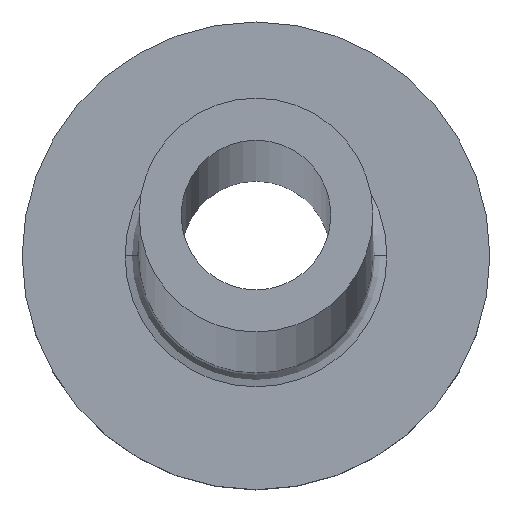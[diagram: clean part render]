
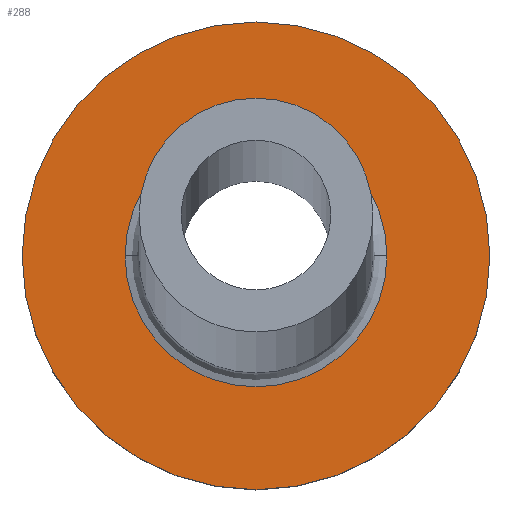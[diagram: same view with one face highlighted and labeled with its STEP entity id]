
A CAD part, top view. The second image highlights one B-rep face of the part: STEP entity #288.
In plain terms, the highlighted planar face has unit normal (0, 0, 1).
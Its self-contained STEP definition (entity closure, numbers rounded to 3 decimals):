
#1 = EDGE_CURVE ( 'NONE', #182, #237, #366, .T. ) ;
#4 = EDGE_CURVE ( 'NONE', #181, #225, #120, .T. ) ;
#6 = ORIENTED_EDGE ( 'NONE', *, *, #1, .T. ) ;
#20 = EDGE_CURVE ( 'NONE', #237, #182, #91, .T. ) ;
#28 = EDGE_CURVE ( 'NONE', #225, #181, #129, .T. ) ;
#64 = CARTESIAN_POINT ( 'NONE',  ( 0., 0., 3. ) ) ;
#66 = DIRECTION ( 'NONE',  ( 1., 0., 0. ) ) ;
#68 = CARTESIAN_POINT ( 'NONE',  ( -5., 0., 3. ) ) ;
#91 = CIRCLE ( 'NONE', #291, 5. ) ;
#97 = CARTESIAN_POINT ( 'NONE',  ( 0., 0., 3. ) ) ;
#120 = CIRCLE ( 'NONE', #169, 2.8 ) ;
#122 = ORIENTED_EDGE ( 'NONE', *, *, #20, .T. ) ;
#129 = CIRCLE ( 'NONE', #217, 2.8 ) ;
#147 = CARTESIAN_POINT ( 'NONE',  ( 0., 0., 3. ) ) ;
#148 = ORIENTED_EDGE ( 'NONE', *, *, #4, .T. ) ;
#169 = AXIS2_PLACEMENT_3D ( 'NONE', #97, #218, #216 ) ;
#173 = FACE_OUTER_BOUND ( 'NONE', #198, .T. ) ;
#181 = VERTEX_POINT ( 'NONE', #333 ) ;
#182 = VERTEX_POINT ( 'NONE', #68 ) ;
#184 = CARTESIAN_POINT ( 'NONE',  ( 0., 0., 3. ) ) ;
#187 = DIRECTION ( 'NONE',  ( 1., 0., 0. ) ) ;
#193 = AXIS2_PLACEMENT_3D ( 'NONE', #147, #311, #318 ) ;
#198 = EDGE_LOOP ( 'NONE', ( #6, #122 ) ) ;
#211 = DIRECTION ( 'NONE',  ( 0., 0., -1. ) ) ;
#216 = DIRECTION ( 'NONE',  ( 1., 0., 0. ) ) ;
#217 = AXIS2_PLACEMENT_3D ( 'NONE', #64, #211, #187 ) ;
#218 = DIRECTION ( 'NONE',  ( 0., 0., -1. ) ) ;
#225 = VERTEX_POINT ( 'NONE', #248 ) ;
#237 = VERTEX_POINT ( 'NONE', #336 ) ;
#248 = CARTESIAN_POINT ( 'NONE',  ( -2.8, 0., 3. ) ) ;
#257 = FACE_BOUND ( 'NONE', #265, .T. ) ;
#258 = ORIENTED_EDGE ( 'NONE', *, *, #28, .T. ) ;
#265 = EDGE_LOOP ( 'NONE', ( #148, #258 ) ) ;
#266 = DIRECTION ( 'NONE',  ( 0., 0., 1. ) ) ;
#283 = PLANE ( 'NONE',  #193 ) ;
#288 = ADVANCED_FACE ( 'NONE', ( #257, #173 ), #283, .T. ) ;
#291 = AXIS2_PLACEMENT_3D ( 'NONE', #331, #295, #66 ) ;
#295 = DIRECTION ( 'NONE',  ( 0., 0., 1. ) ) ;
#311 = DIRECTION ( 'NONE',  ( 0., 0., 1. ) ) ;
#318 = DIRECTION ( 'NONE',  ( 1., 0., 0. ) ) ;
#326 = DIRECTION ( 'NONE',  ( 1., 0., 0. ) ) ;
#331 = CARTESIAN_POINT ( 'NONE',  ( 0., 0., 3. ) ) ;
#333 = CARTESIAN_POINT ( 'NONE',  ( 2.8, 0., 3. ) ) ;
#336 = CARTESIAN_POINT ( 'NONE',  ( 5., 0., 3. ) ) ;
#366 = CIRCLE ( 'NONE', #378, 5. ) ;
#378 = AXIS2_PLACEMENT_3D ( 'NONE', #184, #266, #326 ) ;
